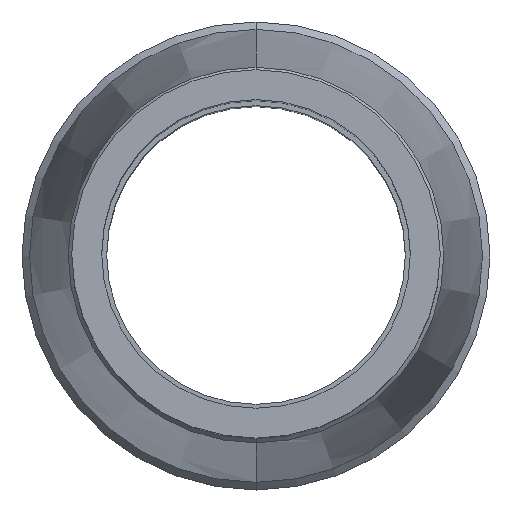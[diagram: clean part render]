
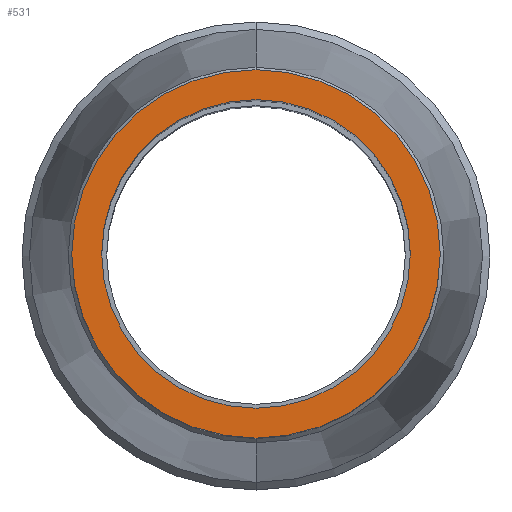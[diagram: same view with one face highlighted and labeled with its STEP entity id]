
A CAD part, top view. The second image highlights one B-rep face of the part: STEP entity #531.
In plain terms, the highlighted planar face has unit normal (0, 0, 1).
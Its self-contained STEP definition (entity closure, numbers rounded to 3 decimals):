
#32=CARTESIAN_POINT('',(0.,0.,0.));
#33=DIRECTION('',(0.,0.,-1.));
#34=DIRECTION('',(0.,-1.,0.));
#35=AXIS2_PLACEMENT_3D('',#32,#33,#34);
#40=CARTESIAN_POINT('',(0.,0.,0.));
#41=DIRECTION('',(0.,0.,-1.));
#42=DIRECTION('',(0.,1.,0.));
#43=AXIS2_PLACEMENT_3D('',#40,#41,#42);
#48=CARTESIAN_POINT('',(0.,0.,0.));
#49=DIRECTION('',(0.,0.,1.));
#50=DIRECTION('',(0.,-1.,0.));
#51=AXIS2_PLACEMENT_3D('',#48,#49,#50);
#56=CARTESIAN_POINT('',(0.,0.,0.));
#57=DIRECTION('',(0.,0.,1.));
#58=DIRECTION('',(0.,1.,0.));
#59=AXIS2_PLACEMENT_3D('',#56,#57,#58);
#427=CARTESIAN_POINT('',(0.,3.1,0.));
#429=VERTEX_POINT('',#427);
#432=CARTESIAN_POINT('',(0.,-3.1,0.));
#433=VERTEX_POINT('',#432);
#434=CARTESIAN_POINT('',(0.,-3.7,0.));
#435=CARTESIAN_POINT('',(0.,3.7,0.));
#436=VERTEX_POINT('',#434);
#437=VERTEX_POINT('',#435);
#516=CARTESIAN_POINT('',(0.,0.,0.));
#517=DIRECTION('',(0.,0.,1.));
#518=DIRECTION('',(0.,1.,0.));
#519=AXIS2_PLACEMENT_3D('',#516,#517,#518);
#520=PLANE('',#519);
#522=ORIENTED_EDGE('',*,*,#521,.T.);
#524=ORIENTED_EDGE('',*,*,#523,.T.);
#525=EDGE_LOOP('',(#522,#524));
#526=FACE_OUTER_BOUND('',#525,.F.);
#527=ORIENTED_EDGE('',*,*,#508,.T.);
#528=ORIENTED_EDGE('',*,*,#497,.T.);
#529=EDGE_LOOP('',(#527,#528));
#530=FACE_BOUND('',#529,.F.);
#36=CIRCLE('',#35,3.7);
#44=CIRCLE('',#43,3.7);
#52=CIRCLE('',#51,3.1);
#60=CIRCLE('',#59,3.1);
#497=EDGE_CURVE('',#429,#433,#60,.T.);
#508=EDGE_CURVE('',#433,#429,#52,.T.);
#521=EDGE_CURVE('',#436,#437,#36,.T.);
#523=EDGE_CURVE('',#437,#436,#44,.T.);
#531=ADVANCED_FACE('',(#526,#530),#520,.T.);
